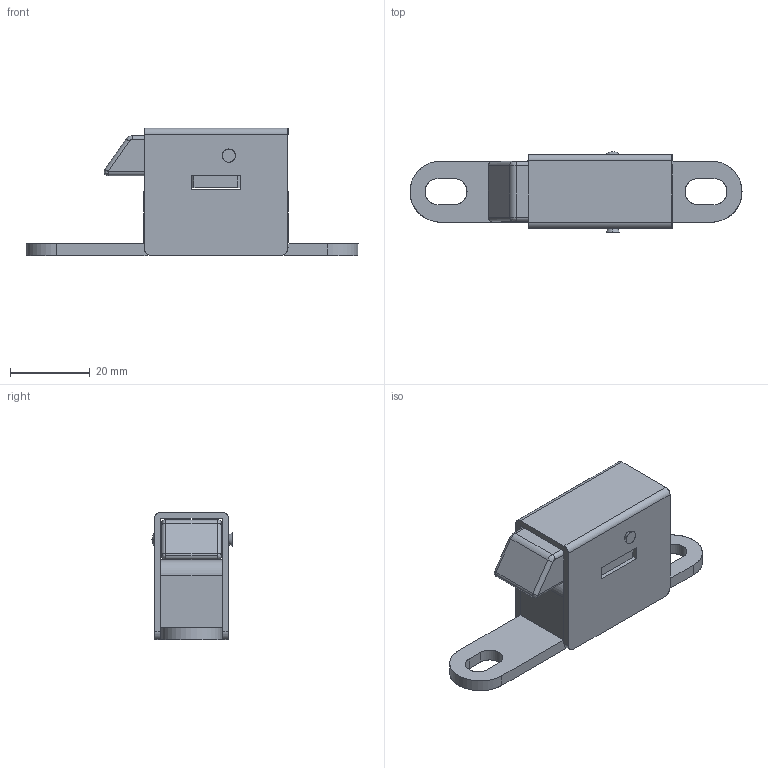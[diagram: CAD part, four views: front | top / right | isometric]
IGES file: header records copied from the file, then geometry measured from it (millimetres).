
Start section: SolidWorks IGES file using analytic representation for surfaces
Global section: file name: THA_466_2.IGS; native system: SolidWorks 2015; preprocessor: SolidWorks 2015; author: yoshitsune; date: 190827.085005; units: millimetre
Bounding box: 83 x 20.15 x 31.8 mm (x, y, z)
Surface area: 12327.4 mm2 (no closed solid volume)
Topology: 0 solids, 0 shells, 118 faces, 1427 edges, 1421 vertices
Faces by surface type: bspline 70, revolution 48
